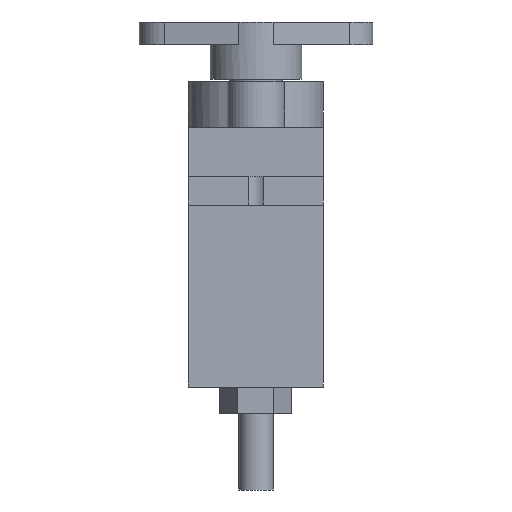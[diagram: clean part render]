
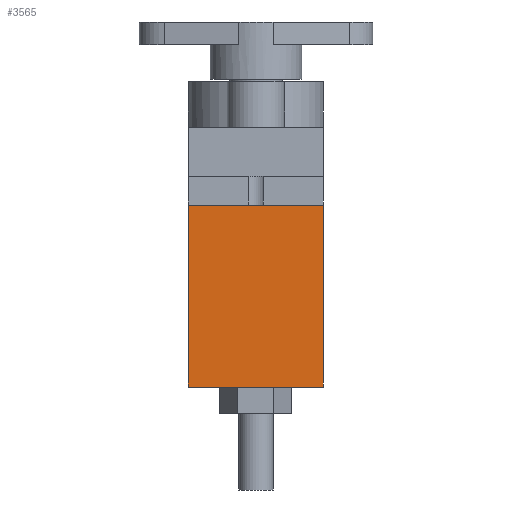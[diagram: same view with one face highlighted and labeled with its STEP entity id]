
A CAD part, front view. The second image highlights one B-rep face of the part: STEP entity #3565.
In plain terms, the highlighted planar face has unit normal (0, -1, 0).
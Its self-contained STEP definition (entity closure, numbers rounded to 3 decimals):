
#3197 = EDGE_CURVE('',#3198,#3200,#3202,.T.);
#3198 = VERTEX_POINT('',#3199);
#3199 = CARTESIAN_POINT('',(-5.9,0.,0.));
#3200 = VERTEX_POINT('',#3201);
#3201 = CARTESIAN_POINT('',(-5.9,0.,15.9));
#3202 = SURFACE_CURVE('',#3203,(#3207,#3219),.PCURVE_S1.);
#3203 = LINE('',#3204,#3205);
#3204 = CARTESIAN_POINT('',(-5.9,0.,0.));
#3205 = VECTOR('',#3206,1.);
#3206 = DIRECTION('',(0.,0.,1.));
#3207 = PCURVE('',#3208,#3213);
#3208 = PLANE('',#3209);
#3209 = AXIS2_PLACEMENT_3D('',#3210,#3211,#3212);
#3210 = CARTESIAN_POINT('',(-5.9,0.,0.));
#3211 = DIRECTION('',(-1.,0.,0.));
#3212 = DIRECTION('',(0.,0.,-1.));
#3213 = DEFINITIONAL_REPRESENTATION('',(#3214),#3218);
#3214 = LINE('',#3215,#3216);
#3215 = CARTESIAN_POINT('',(0.,0.));
#3216 = VECTOR('',#3217,1.);
#3217 = DIRECTION('',(-1.,0.));
#3218 = ( GEOMETRIC_REPRESENTATION_CONTEXT(2) 
PARAMETRIC_REPRESENTATION_CONTEXT() REPRESENTATION_CONTEXT('2D SPACE',''
  ) );
#3219 = PCURVE('',#3220,#3225);
#3220 = PLANE('',#3221);
#3221 = AXIS2_PLACEMENT_3D('',#3222,#3223,#3224);
#3222 = CARTESIAN_POINT('',(-5.9,0.,0.));
#3223 = DIRECTION('',(0.,1.,0.));
#3224 = DIRECTION('',(0.,0.,1.));
#3225 = DEFINITIONAL_REPRESENTATION('',(#3226),#3230);
#3226 = LINE('',#3227,#3228);
#3227 = CARTESIAN_POINT('',(0.,0.));
#3228 = VECTOR('',#3229,1.);
#3229 = DIRECTION('',(1.,0.));
#3230 = ( GEOMETRIC_REPRESENTATION_CONTEXT(2) 
PARAMETRIC_REPRESENTATION_CONTEXT() REPRESENTATION_CONTEXT('2D SPACE',''
  ) );
#3248 = PLANE('',#3249);
#3249 = AXIS2_PLACEMENT_3D('',#3250,#3251,#3252);
#3250 = CARTESIAN_POINT('',(-5.9,-4.7,15.9));
#3251 = DIRECTION('',(0.,0.,1.));
#3252 = DIRECTION('',(1.,0.,0.));
#3554 = PLANE('',#3555);
#3555 = AXIS2_PLACEMENT_3D('',#3556,#3557,#3558);
#3556 = CARTESIAN_POINT('',(-5.9,0.,0.));
#3557 = DIRECTION('',(0.,0.,1.));
#3558 = DIRECTION('',(1.,0.,0.));
#3565 = ADVANCED_FACE('',(#3566),#3220,.F.);
#3566 = FACE_BOUND('',#3567,.F.);
#3567 = EDGE_LOOP('',(#3568,#3598,#3619,#3620));
#3568 = ORIENTED_EDGE('',*,*,#3569,.F.);
#3569 = EDGE_CURVE('',#3570,#3572,#3574,.T.);
#3570 = VERTEX_POINT('',#3571);
#3571 = CARTESIAN_POINT('',(5.9,0.,0.));
#3572 = VERTEX_POINT('',#3573);
#3573 = CARTESIAN_POINT('',(5.9,0.,15.9));
#3574 = SURFACE_CURVE('',#3575,(#3579,#3586),.PCURVE_S1.);
#3575 = LINE('',#3576,#3577);
#3576 = CARTESIAN_POINT('',(5.9,0.,0.));
#3577 = VECTOR('',#3578,1.);
#3578 = DIRECTION('',(0.,0.,1.));
#3579 = PCURVE('',#3220,#3580);
#3580 = DEFINITIONAL_REPRESENTATION('',(#3581),#3585);
#3581 = LINE('',#3582,#3583);
#3582 = CARTESIAN_POINT('',(0.,11.8));
#3583 = VECTOR('',#3584,1.);
#3584 = DIRECTION('',(1.,0.));
#3585 = ( GEOMETRIC_REPRESENTATION_CONTEXT(2) 
PARAMETRIC_REPRESENTATION_CONTEXT() REPRESENTATION_CONTEXT('2D SPACE',''
  ) );
#3586 = PCURVE('',#3587,#3592);
#3587 = PLANE('',#3588);
#3588 = AXIS2_PLACEMENT_3D('',#3589,#3590,#3591);
#3589 = CARTESIAN_POINT('',(5.9,0.,0.));
#3590 = DIRECTION('',(1.,0.,0.));
#3591 = DIRECTION('',(0.,0.,1.));
#3592 = DEFINITIONAL_REPRESENTATION('',(#3593),#3597);
#3593 = LINE('',#3594,#3595);
#3594 = CARTESIAN_POINT('',(0.,0.));
#3595 = VECTOR('',#3596,1.);
#3596 = DIRECTION('',(1.,0.));
#3597 = ( GEOMETRIC_REPRESENTATION_CONTEXT(2) 
PARAMETRIC_REPRESENTATION_CONTEXT() REPRESENTATION_CONTEXT('2D SPACE',''
  ) );
#3598 = ORIENTED_EDGE('',*,*,#3599,.F.);
#3599 = EDGE_CURVE('',#3198,#3570,#3600,.T.);
#3600 = SURFACE_CURVE('',#3601,(#3605,#3612),.PCURVE_S1.);
#3601 = LINE('',#3602,#3603);
#3602 = CARTESIAN_POINT('',(-5.9,0.,0.));
#3603 = VECTOR('',#3604,1.);
#3604 = DIRECTION('',(1.,0.,0.));
#3605 = PCURVE('',#3220,#3606);
#3606 = DEFINITIONAL_REPRESENTATION('',(#3607),#3611);
#3607 = LINE('',#3608,#3609);
#3608 = CARTESIAN_POINT('',(0.,0.));
#3609 = VECTOR('',#3610,1.);
#3610 = DIRECTION('',(0.,1.));
#3611 = ( GEOMETRIC_REPRESENTATION_CONTEXT(2) 
PARAMETRIC_REPRESENTATION_CONTEXT() REPRESENTATION_CONTEXT('2D SPACE',''
  ) );
#3612 = PCURVE('',#3554,#3613);
#3613 = DEFINITIONAL_REPRESENTATION('',(#3614),#3618);
#3614 = LINE('',#3615,#3616);
#3615 = CARTESIAN_POINT('',(0.,0.));
#3616 = VECTOR('',#3617,1.);
#3617 = DIRECTION('',(1.,0.));
#3618 = ( GEOMETRIC_REPRESENTATION_CONTEXT(2) 
PARAMETRIC_REPRESENTATION_CONTEXT() REPRESENTATION_CONTEXT('2D SPACE',''
  ) );
#3619 = ORIENTED_EDGE('',*,*,#3197,.T.);
#3620 = ORIENTED_EDGE('',*,*,#3621,.T.);
#3621 = EDGE_CURVE('',#3200,#3572,#3622,.T.);
#3622 = SURFACE_CURVE('',#3623,(#3627,#3634),.PCURVE_S1.);
#3623 = LINE('',#3624,#3625);
#3624 = CARTESIAN_POINT('',(-5.9,0.,15.9));
#3625 = VECTOR('',#3626,1.);
#3626 = DIRECTION('',(1.,0.,0.));
#3627 = PCURVE('',#3220,#3628);
#3628 = DEFINITIONAL_REPRESENTATION('',(#3629),#3633);
#3629 = LINE('',#3630,#3631);
#3630 = CARTESIAN_POINT('',(15.9,0.));
#3631 = VECTOR('',#3632,1.);
#3632 = DIRECTION('',(0.,1.));
#3633 = ( GEOMETRIC_REPRESENTATION_CONTEXT(2) 
PARAMETRIC_REPRESENTATION_CONTEXT() REPRESENTATION_CONTEXT('2D SPACE',''
  ) );
#3634 = PCURVE('',#3248,#3635);
#3635 = DEFINITIONAL_REPRESENTATION('',(#3636),#3640);
#3636 = LINE('',#3637,#3638);
#3637 = CARTESIAN_POINT('',(0.,4.7));
#3638 = VECTOR('',#3639,1.);
#3639 = DIRECTION('',(1.,0.));
#3640 = ( GEOMETRIC_REPRESENTATION_CONTEXT(2) 
PARAMETRIC_REPRESENTATION_CONTEXT() REPRESENTATION_CONTEXT('2D SPACE',''
  ) );
